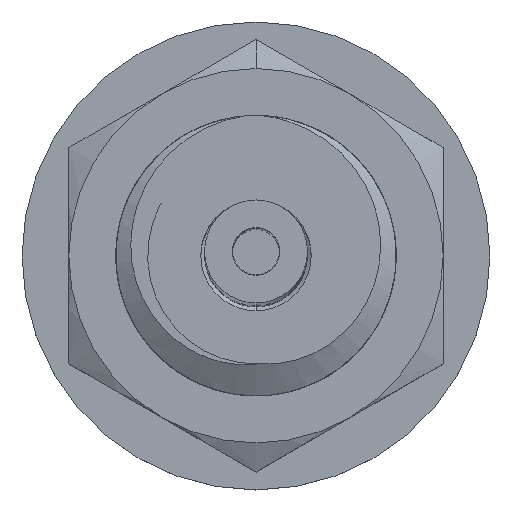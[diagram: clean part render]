
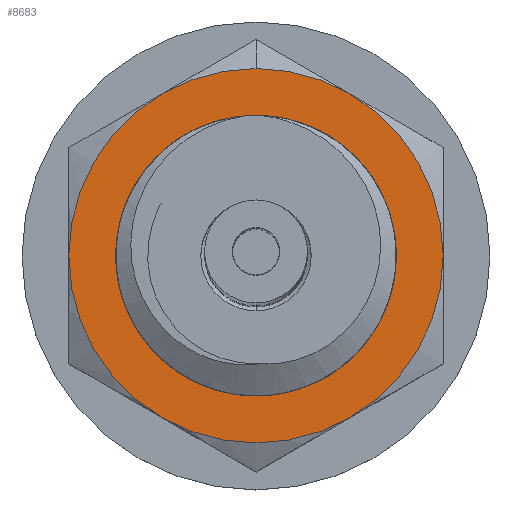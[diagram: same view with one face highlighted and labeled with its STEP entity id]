
A CAD part, top view. The second image highlights one B-rep face of the part: STEP entity #8683.
In plain terms, the highlighted face is planar.
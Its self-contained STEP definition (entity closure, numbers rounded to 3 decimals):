
#7337=CARTESIAN_POINT('',(0.,1.35,0.));
#7338=DIRECTION('',(0.,1.,0.));
#7339=DIRECTION('',(-1.,0.,0.));
#7340=AXIS2_PLACEMENT_3D('',#7337,#7338,#7339);
#7342=CARTESIAN_POINT('',(0.,1.35,0.));
#7343=DIRECTION('',(0.,1.,0.));
#7344=DIRECTION('',(-0.5,0.,-0.866));
#7345=AXIS2_PLACEMENT_3D('',#7342,#7343,#7344);
#7347=CARTESIAN_POINT('',(0.,1.35,0.));
#7348=DIRECTION('',(0.,1.,0.));
#7349=DIRECTION('',(0.,0.,-1.));
#7350=AXIS2_PLACEMENT_3D('',#7347,#7348,#7349);
#7352=CARTESIAN_POINT('',(0.,1.35,0.));
#7353=DIRECTION('',(0.,1.,0.));
#7354=DIRECTION('',(0.5,0.,-0.866));
#7355=AXIS2_PLACEMENT_3D('',#7352,#7353,#7354);
#7357=CARTESIAN_POINT('',(0.,1.35,0.));
#7358=DIRECTION('',(0.,1.,0.));
#7359=DIRECTION('',(1.,0.,0.));
#7360=AXIS2_PLACEMENT_3D('',#7357,#7358,#7359);
#7362=CARTESIAN_POINT('',(0.,1.35,0.));
#7363=DIRECTION('',(0.,1.,0.));
#7364=DIRECTION('',(0.5,0.,0.866));
#7365=AXIS2_PLACEMENT_3D('',#7362,#7363,#7364);
#7367=CARTESIAN_POINT('',(0.,1.35,0.));
#7368=DIRECTION('',(0.,1.,0.));
#7369=DIRECTION('',(-0.5,0.,0.866));
#7370=AXIS2_PLACEMENT_3D('',#7367,#7368,#7369);
#7372=CARTESIAN_POINT('',(0.,1.35,0.));
#7373=DIRECTION('',(0.,-1.,0.));
#7374=DIRECTION('',(0.524,0.,-0.851));
#7375=AXIS2_PLACEMENT_3D('',#7372,#7373,#7374);
#7377=CARTESIAN_POINT('',(0.,1.35,0.));
#7378=DIRECTION('',(0.,-1.,0.));
#7379=DIRECTION('',(0.,0.,-1.));
#7380=AXIS2_PLACEMENT_3D('',#7377,#7378,#7379);
#7382=CARTESIAN_POINT('',(0.,1.35,0.));
#7383=DIRECTION('',(0.,-1.,0.));
#7384=DIRECTION('',(-0.524,0.,-0.851));
#7385=AXIS2_PLACEMENT_3D('',#7382,#7383,#7384);
#7387=CARTESIAN_POINT('',(0.,1.35,0.));
#7388=DIRECTION('',(0.,-1.,0.));
#7389=DIRECTION('',(-0.82,0.,0.573));
#7390=AXIS2_PLACEMENT_3D('',#7387,#7388,#7389);
#7392=CARTESIAN_POINT('',(0.,1.35,0.));
#7393=DIRECTION('',(0.,-1.,0.));
#7394=DIRECTION('',(0.82,0.,0.573));
#7395=AXIS2_PLACEMENT_3D('',#7392,#7393,#7394);
#8402=CARTESIAN_POINT('',(1.311,1.35,-2.129));
#8433=CARTESIAN_POINT('',(2.049,1.35,1.432));
#8526=CARTESIAN_POINT('',(0.,1.35,-4.));
#8527=CARTESIAN_POINT('',(-2.,1.35,-3.464));
#8528=VERTEX_POINT('',#8526);
#8529=VERTEX_POINT('',#8527);
#8573=CARTESIAN_POINT('',(-1.311,1.35,-2.129));
#8574=CARTESIAN_POINT('',(0.,1.35,-2.5));
#8575=VERTEX_POINT('',#8573);
#8576=VERTEX_POINT('',#8574);
#8595=VERTEX_POINT('',#8433);
#8598=VERTEX_POINT('',#8402);
#8599=CARTESIAN_POINT('',(-4.,1.35,0.));
#8600=CARTESIAN_POINT('',(-2.,1.35,3.464));
#8601=VERTEX_POINT('',#8599);
#8602=VERTEX_POINT('',#8600);
#8603=CARTESIAN_POINT('',(2.,1.35,-3.464));
#8604=VERTEX_POINT('',#8603);
#8605=CARTESIAN_POINT('',(4.,1.35,0.));
#8606=VERTEX_POINT('',#8605);
#8607=CARTESIAN_POINT('',(2.,1.35,3.464));
#8608=VERTEX_POINT('',#8607);
#8609=CARTESIAN_POINT('',(-2.049,1.35,1.432));
#8610=VERTEX_POINT('',#8609);
#8651=CARTESIAN_POINT('',(0.,1.35,0.002));
#8652=DIRECTION('',(0.,1.,0.));
#8653=DIRECTION('',(0.,0.,1.));
#8654=AXIS2_PLACEMENT_3D('',#8651,#8652,#8653);
#8655=PLANE('',#8654);
#8657=ORIENTED_EDGE('',*,*,#8656,.F.);
#8659=ORIENTED_EDGE('',*,*,#8658,.F.);
#8660=ORIENTED_EDGE('',*,*,#8642,.F.);
#8662=ORIENTED_EDGE('',*,*,#8661,.F.);
#8664=ORIENTED_EDGE('',*,*,#8663,.F.);
#8666=ORIENTED_EDGE('',*,*,#8665,.F.);
#8668=ORIENTED_EDGE('',*,*,#8667,.F.);
#8669=EDGE_LOOP('',(#8657,#8659,#8660,#8662,#8664,#8666,#8668));
#8670=FACE_OUTER_BOUND('',#8669,.F.);
#8672=ORIENTED_EDGE('',*,*,#8671,.F.);
#8674=ORIENTED_EDGE('',*,*,#8673,.F.);
#8676=ORIENTED_EDGE('',*,*,#8675,.F.);
#8678=ORIENTED_EDGE('',*,*,#8677,.F.);
#8680=ORIENTED_EDGE('',*,*,#8679,.F.);
#8681=EDGE_LOOP('',(#8672,#8674,#8676,#8678,#8680));
#8682=FACE_BOUND('',#8681,.F.);
#8683=ADVANCED_FACE('',(#8670,#8682),#8655,.T.);
#7341=CIRCLE('',#7340,4.);
#7346=CIRCLE('',#7345,4.);
#7351=CIRCLE('',#7350,4.);
#7356=CIRCLE('',#7355,4.);
#7361=CIRCLE('',#7360,4.);
#7366=CIRCLE('',#7365,4.);
#7371=CIRCLE('',#7370,4.);
#7376=CIRCLE('',#7375,2.5);
#7381=CIRCLE('',#7380,2.5);
#7386=CIRCLE('',#7385,2.5);
#7391=CIRCLE('',#7390,2.5);
#7396=CIRCLE('',#7395,2.5);
#8642=EDGE_CURVE('',#8528,#8529,#7351,.T.);
#8656=EDGE_CURVE('',#8601,#8602,#7341,.T.);
#8658=EDGE_CURVE('',#8529,#8601,#7346,.T.);
#8661=EDGE_CURVE('',#8604,#8528,#7356,.T.);
#8663=EDGE_CURVE('',#8606,#8604,#7361,.T.);
#8665=EDGE_CURVE('',#8608,#8606,#7366,.T.);
#8667=EDGE_CURVE('',#8602,#8608,#7371,.T.);
#8671=EDGE_CURVE('',#8598,#8595,#7376,.T.);
#8673=EDGE_CURVE('',#8576,#8598,#7381,.T.);
#8675=EDGE_CURVE('',#8575,#8576,#7386,.T.);
#8677=EDGE_CURVE('',#8610,#8575,#7391,.T.);
#8679=EDGE_CURVE('',#8595,#8610,#7396,.T.);
